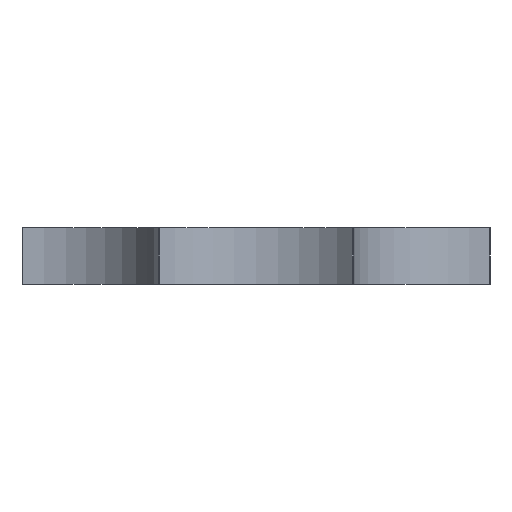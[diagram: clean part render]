
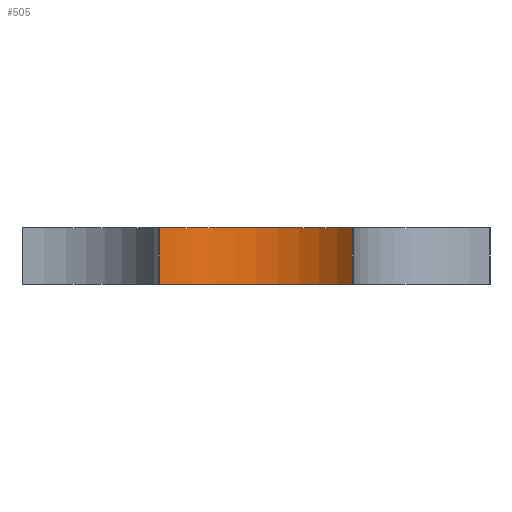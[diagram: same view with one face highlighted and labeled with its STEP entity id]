
A CAD part, front view. The second image highlights one B-rep face of the part: STEP entity #505.
In plain terms, the highlighted cylindrical face has radius 10 mm (diameter 20 mm), a partial arc.
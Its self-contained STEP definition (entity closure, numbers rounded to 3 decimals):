
#10 = DIRECTION ( 'NONE',  ( 0., 0., 1. ) ) ;
#27 = ORIENTED_EDGE ( 'NONE', *, *, #214, .T. ) ;
#59 = DIRECTION ( 'NONE',  ( 0., 0., -1. ) ) ;
#181 = DIRECTION ( 'NONE',  ( 1., 0., 0. ) ) ;
#192 = AXIS2_PLACEMENT_3D ( 'NONE', #629, #10, #181 ) ;
#203 = EDGE_CURVE ( 'NONE', #524, #1082, #248, .T. ) ;
#214 = EDGE_CURVE ( 'NONE', #366, #838, #954, .T. ) ;
#248 = LINE ( 'NONE', #1020, #979 ) ;
#263 = CARTESIAN_POINT ( 'NONE',  ( 7.599, -18.5, 0. ) ) ;
#269 = VECTOR ( 'NONE', #339, 1000. ) ;
#291 = CARTESIAN_POINT ( 'NONE',  ( -7.599, -18.5, 4.5 ) ) ;
#308 = FACE_OUTER_BOUND ( 'NONE', #765, .T. ) ;
#339 = DIRECTION ( 'NONE',  ( 0., 0., -1. ) ) ;
#365 = EDGE_CURVE ( 'NONE', #1082, #838, #1088, .T. ) ;
#366 = VERTEX_POINT ( 'NONE', #291 ) ;
#389 = CARTESIAN_POINT ( 'NONE',  ( 7.599, -18.5, 4.5 ) ) ;
#401 = DIRECTION ( 'NONE',  ( -1., 0., 0. ) ) ;
#447 = DIRECTION ( 'NONE',  ( 0., 0., 1. ) ) ;
#505 = ADVANCED_FACE ( 'NONE', ( #308 ), #920, .F. ) ;
#524 = VERTEX_POINT ( 'NONE', #389 ) ;
#533 = AXIS2_PLACEMENT_3D ( 'NONE', #793, #447, #779 ) ;
#629 = CARTESIAN_POINT ( 'NONE',  ( 0., -25., 0. ) ) ;
#631 = ORIENTED_EDGE ( 'NONE', *, *, #203, .F. ) ;
#649 = DIRECTION ( 'NONE',  ( 0., 0., -1. ) ) ;
#695 = CARTESIAN_POINT ( 'NONE',  ( -7.599, -18.5, 4.5 ) ) ;
#765 = EDGE_LOOP ( 'NONE', ( #828, #631, #844, #27 ) ) ;
#766 = CARTESIAN_POINT ( 'NONE',  ( -7.599, -18.5, 0. ) ) ;
#779 = DIRECTION ( 'NONE',  ( 1., 0., 0. ) ) ;
#784 = AXIS2_PLACEMENT_3D ( 'NONE', #911, #649, #401 ) ;
#793 = CARTESIAN_POINT ( 'NONE',  ( 0., -25., 4.5 ) ) ;
#815 = EDGE_CURVE ( 'NONE', #524, #366, #1008, .T. ) ;
#828 = ORIENTED_EDGE ( 'NONE', *, *, #365, .F. ) ;
#838 = VERTEX_POINT ( 'NONE', #766 ) ;
#844 = ORIENTED_EDGE ( 'NONE', *, *, #815, .T. ) ;
#911 = CARTESIAN_POINT ( 'NONE',  ( 0., -25., 4.5 ) ) ;
#920 = CYLINDRICAL_SURFACE ( 'NONE', #784, 10. ) ;
#954 = LINE ( 'NONE', #695, #269 ) ;
#979 = VECTOR ( 'NONE', #59, 1000. ) ;
#1008 = CIRCLE ( 'NONE', #533, 10. ) ;
#1020 = CARTESIAN_POINT ( 'NONE',  ( 7.599, -18.5, 4.5 ) ) ;
#1082 = VERTEX_POINT ( 'NONE', #263 ) ;
#1088 = CIRCLE ( 'NONE', #192, 10. ) ;
